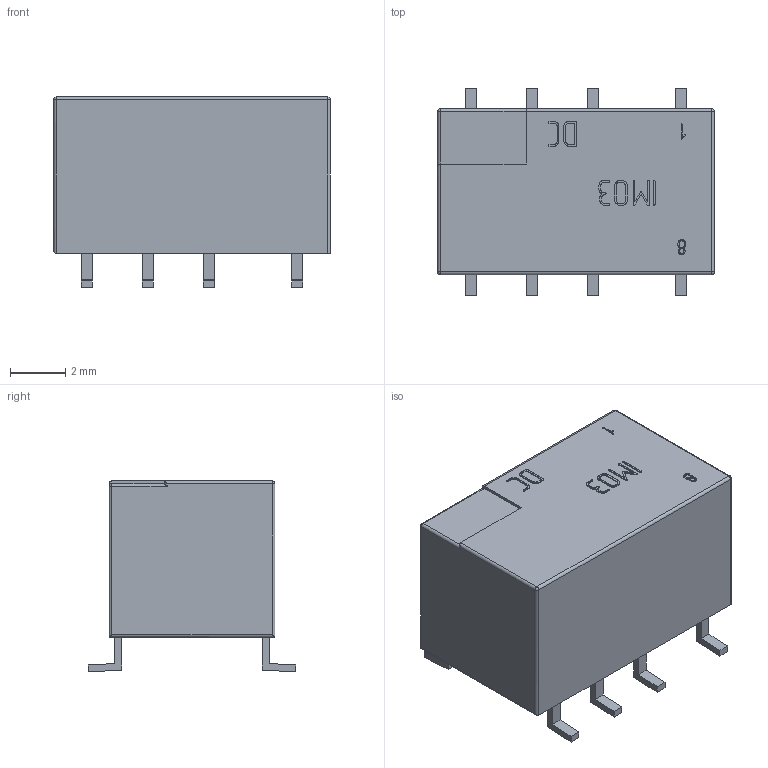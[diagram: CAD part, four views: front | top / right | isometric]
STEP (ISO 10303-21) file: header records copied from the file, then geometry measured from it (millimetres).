
FILE_DESCRIPTION(('STEP AP214'), '1');
FILE_NAME('ðåëå', '', ('UNSPECIFIED'), ('UNSPECIFIED'), 'C3D Converter', 'C3D Toolkit', '');
FILE_SCHEMA(('AUTOMOTIVE_DESIGN { 1 0 10303 214 3 1 1}'));
Length unit declared in the file: millimetre
Bounding box: 10 x 7.5 x 6.93 mm (x, y, z)
Volume: 340 mm3; surface area: 321.4 mm2
Topology: 1 solids, 1 shells, 293 faces, 801 edges, 526 vertices
Faces by surface type: plane 139, extrusion 138, cylinder 12, sphere 4
Entity records: 11251 total; most frequent: CARTESIAN_POINT 2457, ORIENTED_EDGE 1594, DIRECTION 983, EDGE_CURVE 797, VECTOR 639, VERTEX_POINT 526, LINE 501, B_SPLINE_CURVE_WITH_KNOTS 414
